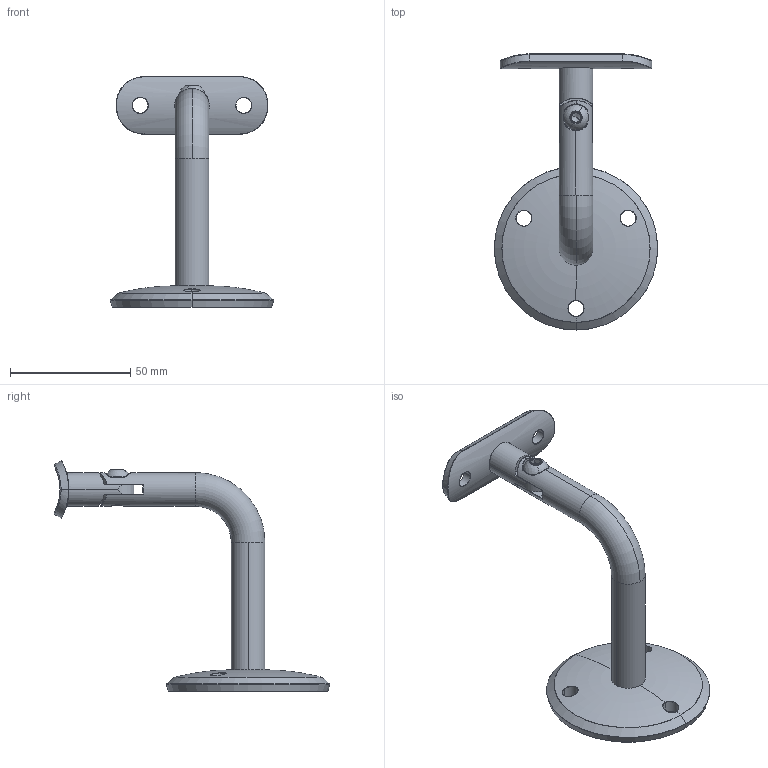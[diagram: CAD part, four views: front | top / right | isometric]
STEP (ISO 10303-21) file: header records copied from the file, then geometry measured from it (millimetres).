
FILE_DESCRIPTION (( 'STEP AP203' ), '1' );
FILE_NAME ('50221-240.STEP', '2020-09-17T07:22:20', ( '' ), ( '' ), 'SwSTEP 2.0', 'SolidWorks 2018', '' );
FILE_SCHEMA (( 'CONFIG_CONTROL_DESIGN' ));
Length unit declared in the file: millimetre
Products named in the file (16): 50221-240; 50221-240 Teil4; DIN-7991 M3-M10; 50221-240 Teil2; 50221-240 Teil3; 50221-240 Teil1; 50221-240 Teil3_50221-240 Teil3 Keyshot; DIN 7380_DIN 7380 M6x10 Keyshot; DIN-7991 M3-M10_DIN7991 M8x16 Keyshot; 50221-240 Teil2_50221-240 Teil2 Keyshot; DIN-7991 M3-M10_DIN7991 M6x12 Keyshot; 50221-240 Teil1_50221-240 Teil1 Keyshot; 50221-240 Teil4_50221-240 Teil4 Keyshot; DIN 7380
Assembly tree (10 placements, depth 2):
  50221-240
    50221-240 Teil2
    DIN 7380
    DIN-7991 M3-M10
  50221-240 Teil4
  50221-240 Teil3
  50221-240
    50221-240 Teil1_50221-240 Teil1 Keyshot
    50221-240 Teil4_50221-240 Teil4 Keyshot
    DIN 7380_DIN 7380 M6x10 Keyshot
    DIN-7991 M3-M10_DIN7991 M8x16 Keyshot
    50221-240 Teil2_50221-240 Teil2 Keyshot
    50221-240 Teil3_50221-240 Teil3 Keyshot
    DIN-7991 M3-M10_DIN7991 M6x12 Keyshot
  50221-240 Teil1
Bounding box: 67.97 x 114.64 x 95.94 mm (x, y, z)
Volume: 41844.2 mm3; surface area: 21824.7 mm2
Topology: 7 solids, 7 shells, 402 faces, 1281 edges, 883 vertices
Faces by surface type: cylinder 167, bspline 78, torus 56, plane 56, cone 39, sphere 6
Entity records: 41872 total; most frequent: CARTESIAN_POINT 30402, ORIENTED_EDGE 2526, DIRECTION 1568, EDGE_CURVE 1263, VERTEX_POINT 875, AXIS2_PLACEMENT_3D 644, B_SPLINE_CURVE_WITH_KNOTS 615, EDGE_LOOP 424
